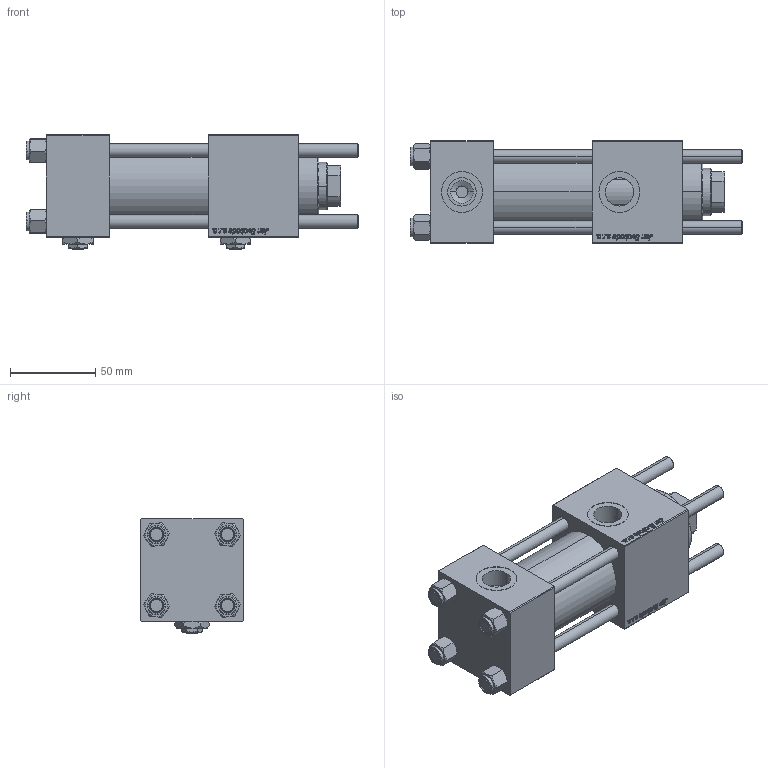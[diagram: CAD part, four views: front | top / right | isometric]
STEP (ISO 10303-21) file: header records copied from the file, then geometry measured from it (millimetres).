
FILE_DESCRIPTION (( 'STEP AP203' ), '1' );
FILE_NAME ('3f19.STEP', '2023-08-23T16:01:03', ( '' ), ( '' ), 'SwSTEP 2.0', 'SolidWorks 2019', '' );
FILE_SCHEMA (( 'CONFIG_CONTROL_DESIGN' ));
Length unit declared in the file: millimetre
Products named in the file (7): V215CR_B-1 4eac852421eb47b174dcbe11e9e9d9be; NUT_M5_B 4eac852421eb47b174dcbe11e9e9d9be; 3f19; V215CR_B_TYCINKA 4eac852421eb47b174dcbe11e9e9d9be; V215_VC_A 4eac852421eb47b174dcbe11e9e9d9be; V215CR_VCP_B 4eac852421eb47b174dcbe11e9e9d9be; Zatka_pro_OIL_PORT 4eac852421eb47b174dcbe11e9e9d9be
Assembly tree (13 placements, depth 2):
  3f19
    V215CR_B-1 4eac852421eb47b174dcbe11e9e9d9be
    V215CR_VCP_B 4eac852421eb47b174dcbe11e9e9d9be
    NUT_M5_B 4eac852421eb47b174dcbe11e9e9d9be  x4
    V215CR_B_TYCINKA 4eac852421eb47b174dcbe11e9e9d9be  x4
    V215_VC_A 4eac852421eb47b174dcbe11e9e9d9be
    Zatka_pro_OIL_PORT 4eac852421eb47b174dcbe11e9e9d9be  x2
Bounding box: 195 x 60 x 67 mm (x, y, z)
Volume: 432327.6 mm3; surface area: 122775.1 mm2
Topology: 13 solids, 13 shells, 1259 faces, 3173 edges, 2051 vertices
Faces by surface type: bspline 504, plane 481, cone 178, cylinder 88, torus 8
Entity records: 58904 total; most frequent: CARTESIAN_POINT 34682, ORIENTED_EDGE 5646, DIRECTION 3177, EDGE_CURVE 2823, VERTEX_POINT 1849, VECTOR 1493, LINE 1493, EDGE_LOOP 1228
